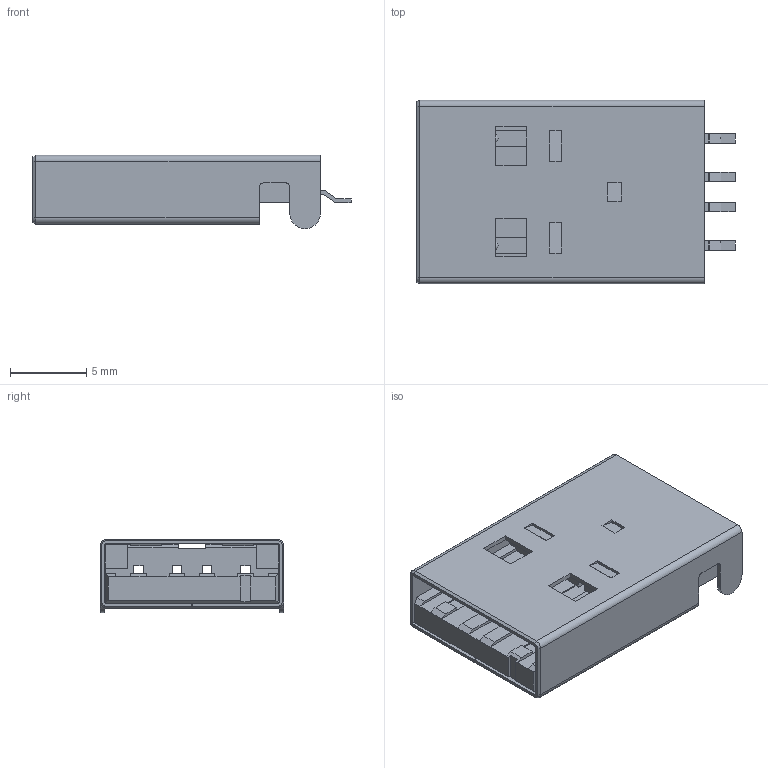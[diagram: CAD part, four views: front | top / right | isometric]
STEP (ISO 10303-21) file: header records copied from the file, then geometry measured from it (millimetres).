
FILE_DESCRIPTION(('FreeCAD Model'),'2;1');
FILE_NAME('Open CASCADE Shape Model','2022-11-22T18:26:09',('Author'),( ''),'Open CASCADE STEP processor 7.5','FreeCAD','Unknown');
FILE_SCHEMA(('AUTOMOTIVE_DESIGN { 1 0 10303 214 1 1 1 1 }'));
Length unit declared in the file: millimetre
Products named in the file (1): Compound
Bounding box: 20.8 x 12 x 4.8 mm (x, y, z)
Volume: 685.6 mm3; surface area: 1838.7 mm2
Topology: 1 solids, 1 shells, 304 faces, 865 edges, 562 vertices
Faces by surface type: plane 236, cylinder 54, cone 6, bspline 4, torus 4
Full cylindrical faces by diameter (mm): 1 x2
Entity records: 21638 total; most frequent: CARTESIAN_POINT 4240, DIRECTION 3253, LINE 2334, VECTOR 2334, ORIENTED_EDGE 1730, PCURVE 1730, DEFINITIONAL_REPRESENTATION 1730, EDGE_CURVE 865
